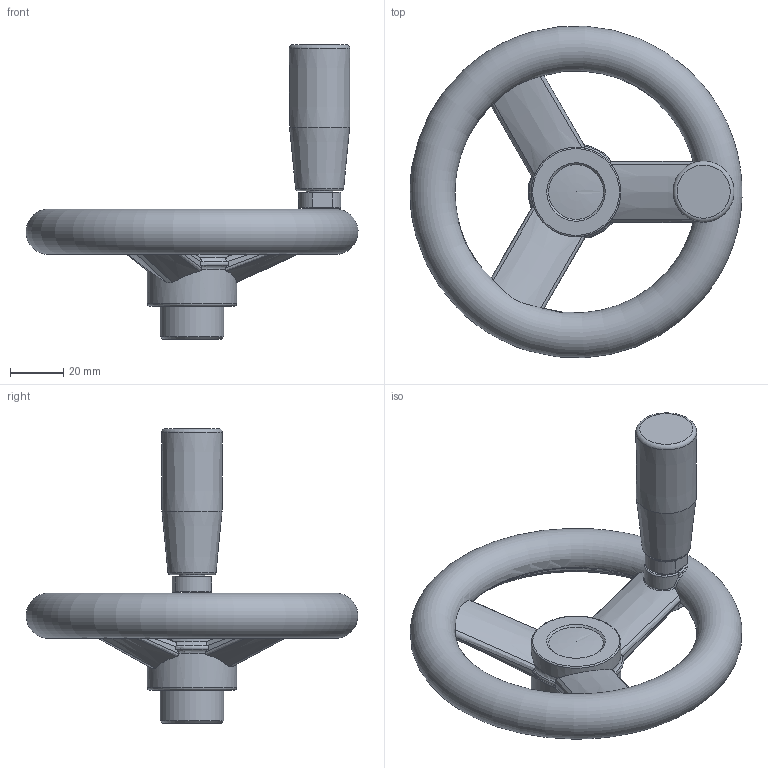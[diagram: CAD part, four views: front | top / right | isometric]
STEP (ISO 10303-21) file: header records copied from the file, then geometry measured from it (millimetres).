
FILE_DESCRIPTION( ( 'Unknown' ), '1' );
FILE_NAME( '6103010_VR125-M.stp', 'Unknown', ( 'Unknown' ), ( 'Unknown' ), 'XStep 1.0', 'Unknown', ' ' );
FILE_SCHEMA( ( 'CONFIG_CONTROL_DESIGN' ) );
Length unit declared in the file: millimetre
Products named in the file (2): 1; 2
Bounding box: 124.95 x 124.81 x 110.91 mm (x, y, z)
Volume: 135288 mm3; surface area: 35885.3 mm2
Topology: 2 solids, 3 shells, 121 faces, 319 edges, 204 vertices
Faces by surface type: plane 37, bspline 29, cylinder 20, torus 20, cone 14, sphere 1
Full cylindrical faces by diameter (mm): 6 x1, 6.5 x1, 6.6 x1, 6.8 x1, 7.9 x1, 8 x1, 10 x3, 24 x1, 33.7 x2
Entity records: 6781 total; most frequent: CARTESIAN_POINT 4248, ORIENTED_EDGE 554, DIRECTION 389, EDGE_CURVE 277, VERTEX_POINT 193, AXIS2_PLACEMENT_3D 178, B_SPLINE_CURVE_WITH_KNOTS 160, EDGE_LOOP 156
